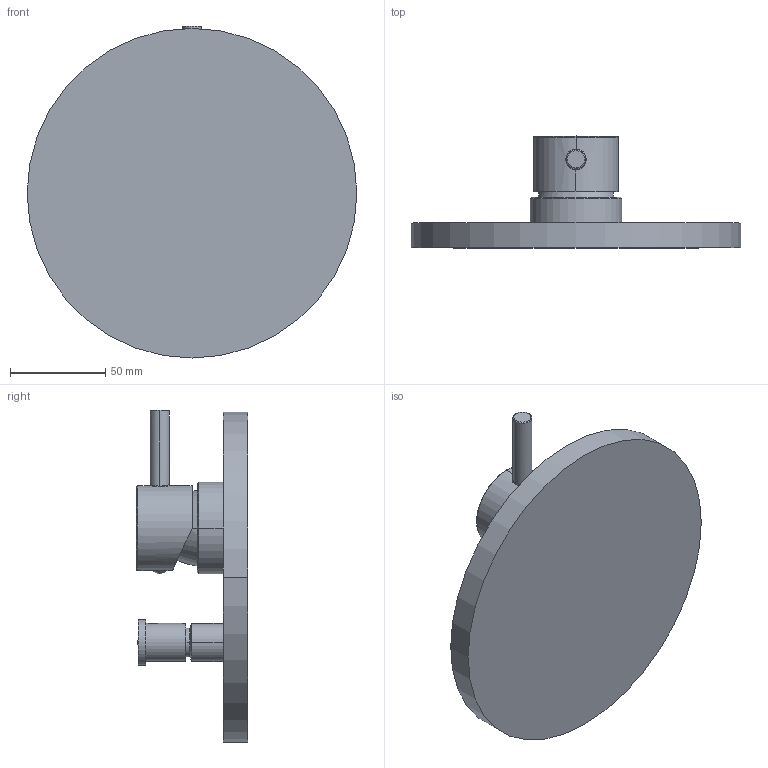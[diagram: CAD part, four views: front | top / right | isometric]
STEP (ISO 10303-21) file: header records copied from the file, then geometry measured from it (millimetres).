
FILE_DESCRIPTION((''),'2;1');
FILE_NAME('LIGBOX015CR','2021-01-15T13:18:48',('ut3'),('PAFFONI SpA'),'CREO PARAMETRIC BY PTC INC, 2020044','CREO PARAMETRIC BY PTC INC, 2020044','');
FILE_SCHEMA(('CONFIG_CONTROL_DESIGN','SHAPE_APPEARANCE_LAYERS_GROUPS'));
Length unit declared in the file: millimetre
Products named in the file (1): LIGBOX015CR
Bounding box: 173 x 58.69 x 174.25 mm (x, y, z)
Volume: 375571.9 mm3; surface area: 71571.8 mm2
Topology: 1 solids, 1 shells, 169 faces, 396 edges, 229 vertices
Faces by surface type: cylinder 48, plane 34, bspline 24, cone 23, torus 22, sphere 18
Entity records: 8492 total; most frequent: CARTESIAN_POINT 3587, ORIENTED_EDGE 780, DIRECTION 761, EDGE_CURVE 390, AXIS2_PLACEMENT_3D 326, VERTEX_POINT 229, CIRCLE 181, EDGE_LOOP 175
